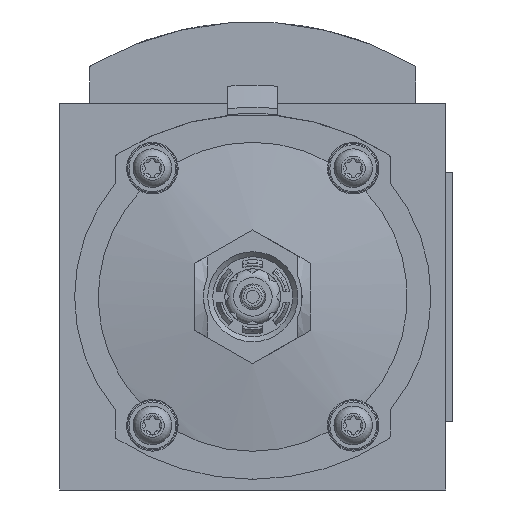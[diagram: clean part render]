
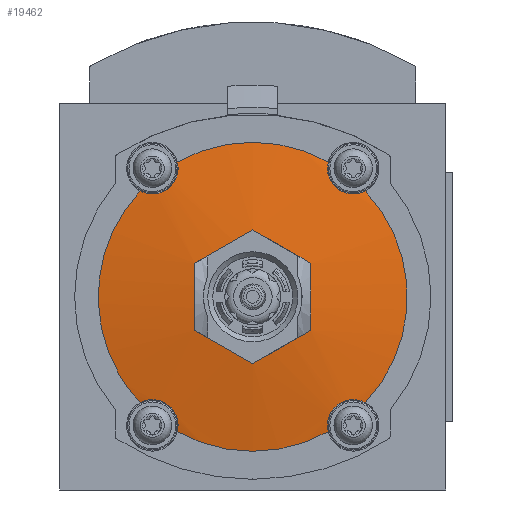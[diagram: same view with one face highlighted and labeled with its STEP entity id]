
A CAD part, front view. The second image highlights one B-rep face of the part: STEP entity #19462.
In plain terms, the highlighted spherical face has radius 160 mm.
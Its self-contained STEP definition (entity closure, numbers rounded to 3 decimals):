
#62=SPHERICAL_SURFACE('',#20381,160.);
#3498=CIRCLE('',#20382,35.989);
#3499=CIRCLE('',#20383,35.989);
#3500=CIRCLE('',#20384,35.989);
#3501=CIRCLE('',#20385,35.989);
#3502=CIRCLE('',#20386,159.429);
#3503=CIRCLE('',#20387,159.429);
#3504=CIRCLE('',#20388,159.429);
#3505=CIRCLE('',#20389,159.429);
#3506=CIRCLE('',#20390,159.429);
#3507=CIRCLE('',#20391,159.429);
#4252=ORIENTED_EDGE('',*,*,#8389,.F.);
#4253=ORIENTED_EDGE('',*,*,#8390,.T.);
#4254=ORIENTED_EDGE('',*,*,#8391,.F.);
#4255=ORIENTED_EDGE('',*,*,#8392,.T.);
#4256=ORIENTED_EDGE('',*,*,#8393,.F.);
#4257=ORIENTED_EDGE('',*,*,#8394,.T.);
#4258=ORIENTED_EDGE('',*,*,#8395,.F.);
#4259=ORIENTED_EDGE('',*,*,#8396,.T.);
#4260=ORIENTED_EDGE('',*,*,#8397,.F.);
#4261=ORIENTED_EDGE('',*,*,#8398,.F.);
#4262=ORIENTED_EDGE('',*,*,#8399,.F.);
#4263=ORIENTED_EDGE('',*,*,#8400,.F.);
#4264=ORIENTED_EDGE('',*,*,#8401,.F.);
#4265=ORIENTED_EDGE('',*,*,#8402,.F.);
#8389=EDGE_CURVE('',#10429,#10430,#3498,.T.);
#8390=EDGE_CURVE('',#10429,#10431,#11778,.T.);
#8391=EDGE_CURVE('',#10432,#10431,#3499,.T.);
#8392=EDGE_CURVE('',#10432,#10433,#11779,.T.);
#8393=EDGE_CURVE('',#10434,#10433,#3500,.T.);
#8394=EDGE_CURVE('',#10434,#10435,#11780,.T.);
#8395=EDGE_CURVE('',#10436,#10435,#3501,.T.);
#8396=EDGE_CURVE('',#10436,#10430,#11781,.T.);
#8397=EDGE_CURVE('',#10437,#10438,#3502,.F.);
#8398=EDGE_CURVE('',#10439,#10437,#3503,.F.);
#8399=EDGE_CURVE('',#10440,#10439,#3504,.F.);
#8400=EDGE_CURVE('',#10441,#10440,#3505,.F.);
#8401=EDGE_CURVE('',#10442,#10441,#3506,.F.);
#8402=EDGE_CURVE('',#10438,#10442,#3507,.F.);
#10429=VERTEX_POINT('',#26645);
#10430=VERTEX_POINT('',#26646);
#10431=VERTEX_POINT('',#26654);
#10432=VERTEX_POINT('',#26656);
#10433=VERTEX_POINT('',#26664);
#10434=VERTEX_POINT('',#26666);
#10435=VERTEX_POINT('',#26674);
#10436=VERTEX_POINT('',#26676);
#10437=VERTEX_POINT('',#26685);
#10438=VERTEX_POINT('',#26686);
#10439=VERTEX_POINT('',#26688);
#10440=VERTEX_POINT('',#26690);
#10441=VERTEX_POINT('',#26692);
#10442=VERTEX_POINT('',#26694);
#11778=B_SPLINE_CURVE_WITH_KNOTS('',3,(#26647,#26648,#26649,#26650,#26651,
#26652,#26653),.UNSPECIFIED.,.F.,.F.,(4,1,1,1,4),(0.,0.003,
0.007,0.01,0.014),.UNSPECIFIED.);
#11779=B_SPLINE_CURVE_WITH_KNOTS('',3,(#26657,#26658,#26659,#26660,#26661,
#26662,#26663),.UNSPECIFIED.,.F.,.F.,(4,1,1,1,4),(0.,0.003,
0.007,0.01,0.014),
 .UNSPECIFIED.);
#11780=B_SPLINE_CURVE_WITH_KNOTS('',3,(#26667,#26668,#26669,#26670,#26671,
#26672,#26673),.UNSPECIFIED.,.F.,.F.,(4,1,1,1,4),(0.,0.003,
0.007,0.01,0.014),
 .UNSPECIFIED.);
#11781=B_SPLINE_CURVE_WITH_KNOTS('',3,(#26677,#26678,#26679,#26680,#26681,
#26682,#26683),.UNSPECIFIED.,.F.,.F.,(4,1,1,1,4),(0.,0.003,
0.007,0.01,0.014),
 .UNSPECIFIED.);
#11901=EDGE_LOOP('',(#4252,#4253,#4254,#4255,#4256,#4257,#4258,#4259));
#11902=EDGE_LOOP('',(#4260,#4261,#4262,#4263,#4264,#4265));
#12912=FACE_BOUND('',#11901,.T.);
#12913=FACE_BOUND('',#11902,.T.);
#19462=ADVANCED_FACE('',(#12912,#12913),#62,.T.);
#20381=AXIS2_PLACEMENT_3D('',#26643,#22008,#22009);
#20382=AXIS2_PLACEMENT_3D('',#26644,#22010,#22011);
#20383=AXIS2_PLACEMENT_3D('',#26655,#22012,#22013);
#20384=AXIS2_PLACEMENT_3D('',#26665,#22014,#22015);
#20385=AXIS2_PLACEMENT_3D('',#26675,#22016,#22017);
#20386=AXIS2_PLACEMENT_3D('',#26684,#22018,#22019);
#20387=AXIS2_PLACEMENT_3D('',#26687,#22020,#22021);
#20388=AXIS2_PLACEMENT_3D('',#26689,#22022,#22023);
#20389=AXIS2_PLACEMENT_3D('',#26691,#22024,#22025);
#20390=AXIS2_PLACEMENT_3D('',#26693,#22026,#22027);
#20391=AXIS2_PLACEMENT_3D('',#26695,#22028,#22029);
#22008=DIRECTION('',(0.,-1.,0.));
#22009=DIRECTION('',(-1.,0.,0.));
#22010=DIRECTION('',(0.,1.,0.));
#22011=DIRECTION('',(0.,0.,1.));
#22012=DIRECTION('',(0.,1.,0.));
#22013=DIRECTION('',(0.,0.,1.));
#22014=DIRECTION('',(0.,1.,0.));
#22015=DIRECTION('',(0.,0.,1.));
#22016=DIRECTION('',(0.,1.,0.));
#22017=DIRECTION('',(0.,0.,1.));
#22018=DIRECTION('',(0.5,0.,0.866));
#22019=DIRECTION('',(0.866,0.,-0.5));
#22020=DIRECTION('',(1.,0.,0.));
#22021=DIRECTION('',(0.,0.,-1.));
#22022=DIRECTION('',(0.5,0.,-0.866));
#22023=DIRECTION('',(-0.866,0.,-0.5));
#22024=DIRECTION('',(-0.5,0.,-0.866));
#22025=DIRECTION('',(-0.866,0.,0.5));
#22026=DIRECTION('',(-1.,0.,0.));
#22027=DIRECTION('',(0.,0.,1.));
#22028=DIRECTION('',(-0.5,0.,0.866));
#22029=DIRECTION('',(0.866,0.,0.5));
#26643=CARTESIAN_POINT('',(0.,-93.1,0.));
#26644=CARTESIAN_POINT('',(0.,-249.,0.));
#26645=CARTESIAN_POINT('',(26.22,-249.,24.651));
#26646=CARTESIAN_POINT('',(26.22,-249.,-24.651));
#26647=CARTESIAN_POINT('',(26.22,-249.,24.651));
#26648=CARTESIAN_POINT('',(25.208,-249.256,24.111));
#26649=CARTESIAN_POINT('',(22.893,-249.695,23.624));
#26650=CARTESIAN_POINT('',(19.485,-249.953,24.936));
#26651=CARTESIAN_POINT('',(17.386,-249.696,27.922));
#26652=CARTESIAN_POINT('',(17.296,-249.256,30.292));
#26653=CARTESIAN_POINT('',(17.576,-249.,31.405));
#26654=CARTESIAN_POINT('',(17.576,-249.,31.405));
#26655=CARTESIAN_POINT('',(0.,-249.,0.));
#26656=CARTESIAN_POINT('',(-17.576,-249.,31.405));
#26657=CARTESIAN_POINT('',(-17.576,-249.,31.405));
#26658=CARTESIAN_POINT('',(-17.296,-249.256,30.292));
#26659=CARTESIAN_POINT('',(-17.384,-249.695,27.929));
#26660=CARTESIAN_POINT('',(-19.481,-249.953,24.939));
#26661=CARTESIAN_POINT('',(-22.886,-249.696,23.624));
#26662=CARTESIAN_POINT('',(-25.208,-249.256,24.111));
#26663=CARTESIAN_POINT('',(-26.22,-249.,24.651));
#26664=CARTESIAN_POINT('',(-26.22,-249.,24.651));
#26665=CARTESIAN_POINT('',(0.,-249.,0.));
#26666=CARTESIAN_POINT('',(-26.22,-249.,-24.651));
#26667=CARTESIAN_POINT('',(-26.22,-249.,-24.651));
#26668=CARTESIAN_POINT('',(-25.208,-249.256,-24.111));
#26669=CARTESIAN_POINT('',(-22.893,-249.695,-23.624));
#26670=CARTESIAN_POINT('',(-19.485,-249.953,-24.936));
#26671=CARTESIAN_POINT('',(-17.386,-249.696,-27.922));
#26672=CARTESIAN_POINT('',(-17.296,-249.256,-30.292));
#26673=CARTESIAN_POINT('',(-17.576,-249.,-31.405));
#26674=CARTESIAN_POINT('',(-17.576,-249.,-31.405));
#26675=CARTESIAN_POINT('',(0.,-249.,0.));
#26676=CARTESIAN_POINT('',(17.576,-249.,-31.405));
#26677=CARTESIAN_POINT('',(17.576,-249.,-31.405));
#26678=CARTESIAN_POINT('',(17.296,-249.256,-30.292));
#26679=CARTESIAN_POINT('',(17.384,-249.695,-27.929));
#26680=CARTESIAN_POINT('',(19.481,-249.953,-24.939));
#26681=CARTESIAN_POINT('',(22.886,-249.696,-23.624));
#26682=CARTESIAN_POINT('',(25.208,-249.256,-24.111));
#26683=CARTESIAN_POINT('',(26.22,-249.,-24.651));
#26684=CARTESIAN_POINT('',(6.75,-93.1,11.691));
#26685=CARTESIAN_POINT('',(13.5,-252.339,7.794));
#26686=CARTESIAN_POINT('',(0.,-252.339,15.588));
#26687=CARTESIAN_POINT('',(13.5,-93.1,0.));
#26688=CARTESIAN_POINT('',(13.5,-252.339,-7.794));
#26689=CARTESIAN_POINT('',(6.75,-93.1,-11.691));
#26690=CARTESIAN_POINT('',(0.,-252.339,-15.588));
#26691=CARTESIAN_POINT('',(-6.75,-93.1,-11.691));
#26692=CARTESIAN_POINT('',(-13.5,-252.339,-7.794));
#26693=CARTESIAN_POINT('',(-13.5,-93.1,0.));
#26694=CARTESIAN_POINT('',(-13.5,-252.339,7.794));
#26695=CARTESIAN_POINT('',(-6.75,-93.1,11.691));
